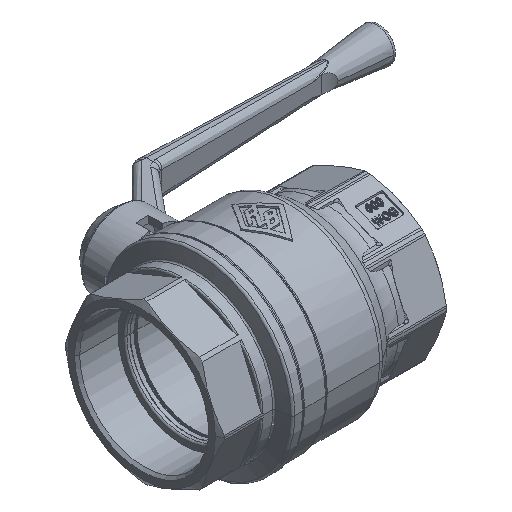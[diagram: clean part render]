
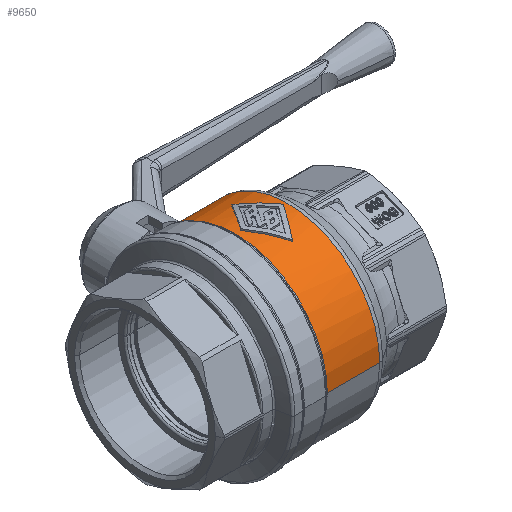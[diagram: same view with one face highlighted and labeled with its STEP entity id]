
A CAD part, isometric view. The second image highlights one B-rep face of the part: STEP entity #9650.
In plain terms, the highlighted cylindrical face has radius 60.75 mm (diameter 121.5 mm), a partial arc.
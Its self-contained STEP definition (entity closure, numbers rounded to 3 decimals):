
#8520=CARTESIAN_POINT('',(-4.127,0.,0.));
#8530=DIRECTION('',(1.,0.,0.));
#8540=DIRECTION('',(0.,-1.,0.));
#8550=AXIS2_PLACEMENT_3D('',#8520,#8530,#8540);
#8560=CYLINDRICAL_SURFACE('',#8550,60.75);
#8570=CARTESIAN_POINT('',(-4.127,-60.75,0.));
#8580=DIRECTION('',(1.,0.,0.));
#8590=VECTOR('',#8580,1.);
#8600=LINE('',#8570,#8590);
#8610=CARTESIAN_POINT('',(-20.917,-60.75,0.));
#8620=VERTEX_POINT('',#8610);
#8630=CARTESIAN_POINT('',(13.67,-60.75,0.));
#8640=VERTEX_POINT('',#8630);
#8650=EDGE_CURVE('',#8620,#8640,#8600,.T.);
#8660=ORIENTED_EDGE('',*,*,#8650,.F.);
#8670=CARTESIAN_POINT('',(13.67,0.,0.));
#8680=DIRECTION('',(1.,0.,0.));
#8690=DIRECTION('',(0.,-1.,0.));
#8700=AXIS2_PLACEMENT_3D('',#8670,#8680,#8690);
#8710=CIRCLE('',#8700,60.75);
#8720=CARTESIAN_POINT('',(13.67,58.937,
-14.732));
#8730=VERTEX_POINT('',#8720);
#8740=EDGE_CURVE('',#8640,#8730,#8710,.T.);
#8750=ORIENTED_EDGE('',*,*,#8740,.F.);
#8760=CARTESIAN_POINT('',(13.67,58.937,
-14.732));
#8770=CARTESIAN_POINT('',(11.792,58.532,
-16.353));
#8780=CARTESIAN_POINT('',(9.619,58.144,
-17.627));
#8790=CARTESIAN_POINT('',(4.118,57.503,
-19.632));
#8800=CARTESIAN_POINT('',(0.715,57.358,
-20.019));
#8810=CARTESIAN_POINT('',(-6.052,57.644,
-19.18));
#8820=CARTESIAN_POINT('',(-9.315,58.082,
-17.92));
#8830=CARTESIAN_POINT('',(-14.7,59.116,
-14.124));
#8840=CARTESIAN_POINT('',(-16.822,59.675,
-11.729));
#8850=CARTESIAN_POINT('',(-19.736,60.5,
-6.17));
#8860=CARTESIAN_POINT('',(-20.502,60.751,
-3.109));
#8870=CARTESIAN_POINT('',(-20.5,60.75,
0.012));
#8880=CARTESIAN_POINT('',(-20.499,60.75,
0.95));
#8890=CARTESIAN_POINT('',(-20.43,60.728,
1.886));
#8900=CARTESIAN_POINT('',(-19.794,60.53,
6.151));
#8910=CARTESIAN_POINT('',(-18.428,60.099,
9.27));
#8920=CARTESIAN_POINT('',(-14.412,59.073,
14.4));
#8930=CARTESIAN_POINT('',(-11.899,58.514,
16.394));
#8940=CARTESIAN_POINT('',(-6.099,57.677,
19.129));
#8950=CARTESIAN_POINT('',(-2.871,57.425,
19.823));
#8960=CARTESIAN_POINT('',(2.743,57.46,
19.722));
#8970=CARTESIAN_POINT('',(5.084,57.614,
19.284));
#8980=CARTESIAN_POINT('',(9.639,58.147,
17.615));
#8990=CARTESIAN_POINT('',(11.801,58.534,
16.346));
#9000=CARTESIAN_POINT('',(13.67,58.937,
14.732));
#9010=B_SPLINE_CURVE_WITH_KNOTS('',3,(#8760,#8770,#8780,#8790,#8800,
#8810,#8820,#8830,#8840,#8850,#8860,#8870,#8880,#8890,#8900,#8910,#8920,
#8930,#8940,#8950,#8960,#8970,#8980,#8990,#9000),.UNSPECIFIED.,.F.,.F.,(
4,2,2,2,2,3,2,2,2,2,2,4),(77.218,84.436,
93.964,103.804,112.996,121.989,
124.694,134.423,143.605,152.835,
159.528,166.717),.UNSPECIFIED.);
#9020=CARTESIAN_POINT('',(-20.5,60.75,0.)
);
#9030=VERTEX_POINT('',#9020);
#9040=EDGE_CURVE('',#8730,#9030,#9010,.T.);
#9050=ORIENTED_EDGE('',*,*,#9040,.F.);
#9060=CARTESIAN_POINT('',(-4.127,60.75,0.)
);
#9070=DIRECTION('',(1.,0.,0.));
#9080=VECTOR('',#9070,1.);
#9090=LINE('',#9060,#9080);
#9100=CARTESIAN_POINT('',(-20.917,60.75,0.));
#9110=VERTEX_POINT('',#9100);
#9120=EDGE_CURVE('',#9110,#9030,#9090,.T.);
#9130=ORIENTED_EDGE('',*,*,#9120,.T.);
#9140=CARTESIAN_POINT('',(-20.917,0.,0.));
#9150=DIRECTION('',(1.,0.,0.));
#9160=DIRECTION('',(0.,-1.,0.));
#9170=AXIS2_PLACEMENT_3D('',#9140,#9150,#9160);
#9180=CIRCLE('',#9170,60.75);
#9190=CARTESIAN_POINT('',(-20.917,11.602,
-59.632));
#9200=VERTEX_POINT('',#9190);
#9210=EDGE_CURVE('',#9200,#9110,#9180,.T.);
#9220=ORIENTED_EDGE('',*,*,#9210,.T.);
#9230=EDGE_CURVE('',#8620,#9200,#9180,.T.);
#9240=ORIENTED_EDGE('',*,*,#9230,.T.);
#9250=EDGE_LOOP('',(#9240,#9220,#9130,#9050,#8750,#8660));
#9260=FACE_OUTER_BOUND('',#9250,.T.);
#9270=CARTESIAN_POINT('',(-18.004,0.,0.));
#9280=DIRECTION('',(0.819,-0.574,0.));
#9290=DIRECTION('',(-0.574,-0.819,0.));
#9300=AXIS2_PLACEMENT_3D('',#9270,#9280,#9290);
#9310=ELLIPSE('',#9300,74.157,60.746);
#9320=CARTESIAN_POINT('',(-18.004,0.,-60.75
));
#9330=VERTEX_POINT('',#9320);
#9340=CARTESIAN_POINT('',(-4.,20.,
-57.363));
#9350=VERTEX_POINT('',#9340);
#9360=EDGE_CURVE('',#9330,#9350,#9310,.T.);
#9370=ORIENTED_EDGE('',*,*,#9360,.F.);
#9380=CARTESIAN_POINT('',(10.004,0.,0.));
#9390=DIRECTION('',(-0.819,-0.574,0.));
#9400=DIRECTION('',(-0.574,0.819,0.));
#9410=AXIS2_PLACEMENT_3D('',#9380,#9390,#9400);
#9420=ELLIPSE('',#9410,74.157,60.746);
#9430=CARTESIAN_POINT('',(10.004,0.,-60.75)
);
#9440=VERTEX_POINT('',#9430);
#9450=EDGE_CURVE('',#9350,#9440,#9420,.T.);
#9460=ORIENTED_EDGE('',*,*,#9450,.F.);
#9470=CARTESIAN_POINT('',(10.004,0.,0.));
#9480=DIRECTION('',(-0.819,0.574,0.));
#9490=DIRECTION('',(-0.574,-0.819,0.));
#9500=AXIS2_PLACEMENT_3D('',#9470,#9480,#9490);
#9510=ELLIPSE('',#9500,74.157,60.746);
#9520=CARTESIAN_POINT('',(-4.,-20.,
-57.363));
#9530=VERTEX_POINT('',#9520);
#9540=EDGE_CURVE('',#9440,#9530,#9510,.T.);
#9550=ORIENTED_EDGE('',*,*,#9540,.F.);
#9560=CARTESIAN_POINT('',(-18.004,0.,0.));
#9570=DIRECTION('',(0.819,0.574,0.));
#9580=DIRECTION('',(-0.574,0.819,0.));
#9590=AXIS2_PLACEMENT_3D('',#9560,#9570,#9580);
#9600=ELLIPSE('',#9590,74.157,60.746);
#9610=EDGE_CURVE('',#9530,#9330,#9600,.T.);
#9620=ORIENTED_EDGE('',*,*,#9610,.F.);
#9630=EDGE_LOOP('',(#9620,#9550,#9460,#9370));
#9640=FACE_BOUND('',#9630,.T.);
#9650=ADVANCED_FACE('',(#9260,#9640),#8560,.T.);
